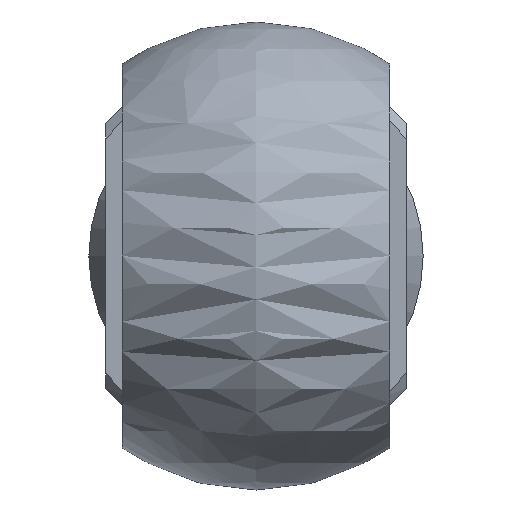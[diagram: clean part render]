
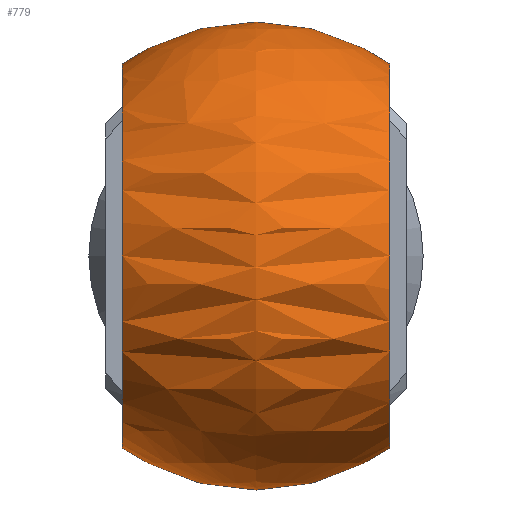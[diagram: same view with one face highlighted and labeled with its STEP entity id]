
A CAD part, front view. The second image highlights one B-rep face of the part: STEP entity #779.
In plain terms, the highlighted spherical face has radius 7 mm.
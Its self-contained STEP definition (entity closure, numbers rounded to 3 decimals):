
#676=CARTESIAN_POINT('',(4.0,0.0,-5.745));
#677=VERTEX_POINT('',#676);
#678=CARTESIAN_POINT('',(4.,0.0,0.));
#679=DIRECTION('',(-1.0,0.0,0.0));
#680=DIRECTION('',(0.0,0.0,-1.0));
#681=AXIS2_PLACEMENT_3D('',#678,#679,#680);
#682=CIRCLE('',#681,5.745);
#683=EDGE_CURVE('',#677,#677,#682,.T.);
#719=CARTESIAN_POINT('',(-4.0,0.0,5.745));
#720=VERTEX_POINT('',#719);
#721=CARTESIAN_POINT('',(-4.0,0.0,0.0));
#722=DIRECTION('',(1.0,0.0,0.0));
#723=DIRECTION('',(0.0,0.0,1.0));
#724=AXIS2_PLACEMENT_3D('',#721,#722,#723);
#725=CIRCLE('',#724,5.745);
#726=EDGE_CURVE('',#720,#720,#725,.T.);
#757=CARTESIAN_POINT('',(0.0,0.0,0.0));
#758=DIRECTION('',(0.0,0.0,1.0));
#759=DIRECTION('',(1.0,0.0,0.0));
#760=AXIS2_PLACEMENT_3D('',#757,#758,#759);
#761=SPHERICAL_SURFACE('',#760,7.);
#762=ORIENTED_EDGE('',*,*,#683,.T.);
#763=EDGE_LOOP('',(#762));
#764=FACE_OUTER_BOUND('',#763,.T.);
#765=ORIENTED_EDGE('',*,*,#726,.T.);
#766=EDGE_LOOP('',(#765));
#767=FACE_BOUND('',#766,.T.);
#768=CARTESIAN_POINT('',(0.,5.84,3.859));
#769=VERTEX_POINT('',#768);
#770=CARTESIAN_POINT('',(0.0,5.84,0.0));
#771=DIRECTION('',(0.0,-1.0,0.0));
#772=DIRECTION('',(0.0,0.0,1.0));
#773=AXIS2_PLACEMENT_3D('',#770,#771,#772);
#774=CIRCLE('',#773,3.859);
#775=EDGE_CURVE('',#769,#769,#774,.T.);
#776=ORIENTED_EDGE('',*,*,#775,.T.);
#777=EDGE_LOOP('',(#776));
#778=FACE_BOUND('',#777,.T.);
#779=ADVANCED_FACE('',(#764,#767,#778),#761,.T.);
